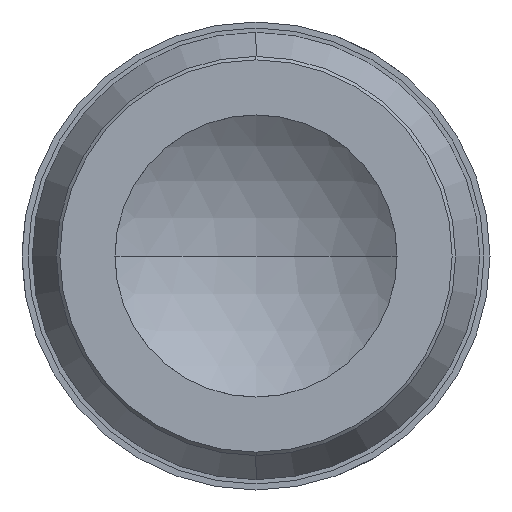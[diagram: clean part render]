
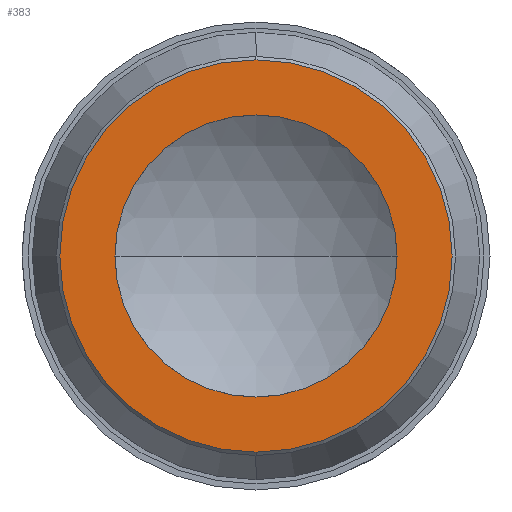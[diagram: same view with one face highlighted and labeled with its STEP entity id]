
A CAD part, left-side view. The second image highlights one B-rep face of the part: STEP entity #383.
In plain terms, the highlighted planar face has unit normal (-1, 0, 0).
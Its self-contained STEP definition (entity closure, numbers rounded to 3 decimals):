
#3 = CIRCLE ( 'NONE', #2316, 41. ) ;
#50 = EDGE_CURVE ( 'NONE', #1365, #571, #3, .T. ) ;
#61 = AXIS2_PLACEMENT_3D ( 'NONE', #2386, #1329, #820 ) ;
#64 = DIRECTION ( 'NONE',  ( -1., 0., 0. ) ) ;
#70 = CARTESIAN_POINT ( 'NONE',  ( 0., 0., -41. ) ) ;
#128 = FACE_BOUND ( 'NONE', #2080, .T. ) ;
#366 = DIRECTION ( 'NONE',  ( 0., 0., 1. ) ) ;
#383 = ADVANCED_FACE ( 'NONE', ( #2036, #128 ), #1709, .F. ) ;
#443 = DIRECTION ( 'NONE',  ( 0., 0., -1. ) ) ;
#499 = DIRECTION ( 'NONE',  ( 0., 0., 1. ) ) ;
#571 = VERTEX_POINT ( 'NONE', #1302 ) ;
#573 = DIRECTION ( 'NONE',  ( -1., 0., 0. ) ) ;
#731 = DIRECTION ( 'NONE',  ( -1., 0., 0. ) ) ;
#820 = DIRECTION ( 'NONE',  ( 0., 0., -1. ) ) ;
#893 = CARTESIAN_POINT ( 'NONE',  ( 0., 0., 57. ) ) ;
#927 = ORIENTED_EDGE ( 'NONE', *, *, #1323, .T. ) ;
#954 = CIRCLE ( 'NONE', #1318, 57. ) ;
#988 = VERTEX_POINT ( 'NONE', #893 ) ;
#1068 = CARTESIAN_POINT ( 'NONE',  ( 0., 0., 0. ) ) ;
#1083 = CARTESIAN_POINT ( 'NONE',  ( 0., 0., 0. ) ) ;
#1085 = DIRECTION ( 'NONE',  ( -1., 0., 0. ) ) ;
#1190 = CARTESIAN_POINT ( 'NONE',  ( 0., 0., -57. ) ) ;
#1241 = CIRCLE ( 'NONE', #1488, 41. ) ;
#1302 = CARTESIAN_POINT ( 'NONE',  ( 0., 0., 41. ) ) ;
#1318 = AXIS2_PLACEMENT_3D ( 'NONE', #2249, #573, #443 ) ;
#1323 = EDGE_CURVE ( 'NONE', #1594, #988, #1521, .T. ) ;
#1329 = DIRECTION ( 'NONE',  ( 1., 0., 0. ) ) ;
#1365 = VERTEX_POINT ( 'NONE', #70 ) ;
#1407 = DIRECTION ( 'NONE',  ( 0., 0., -1. ) ) ;
#1480 = ORIENTED_EDGE ( 'NONE', *, *, #2007, .F. ) ;
#1488 = AXIS2_PLACEMENT_3D ( 'NONE', #2084, #64, #366 ) ;
#1518 = AXIS2_PLACEMENT_3D ( 'NONE', #1068, #1085, #1407 ) ;
#1521 = CIRCLE ( 'NONE', #1518, 57. ) ;
#1543 = ORIENTED_EDGE ( 'NONE', *, *, #50, .F. ) ;
#1594 = VERTEX_POINT ( 'NONE', #1190 ) ;
#1709 = PLANE ( 'NONE',  #61 ) ;
#1813 = ORIENTED_EDGE ( 'NONE', *, *, #2318, .T. ) ;
#2007 = EDGE_CURVE ( 'NONE', #571, #1365, #1241, .T. ) ;
#2036 = FACE_OUTER_BOUND ( 'NONE', #2426, .T. ) ;
#2080 = EDGE_LOOP ( 'NONE', ( #1480, #1543 ) ) ;
#2084 = CARTESIAN_POINT ( 'NONE',  ( 0., 0., 0. ) ) ;
#2249 = CARTESIAN_POINT ( 'NONE',  ( 0., 0., 0. ) ) ;
#2316 = AXIS2_PLACEMENT_3D ( 'NONE', #1083, #731, #499 ) ;
#2318 = EDGE_CURVE ( 'NONE', #988, #1594, #954, .T. ) ;
#2386 = CARTESIAN_POINT ( 'NONE',  ( 0., 41., 0. ) ) ;
#2426 = EDGE_LOOP ( 'NONE', ( #927, #1813 ) ) ;
